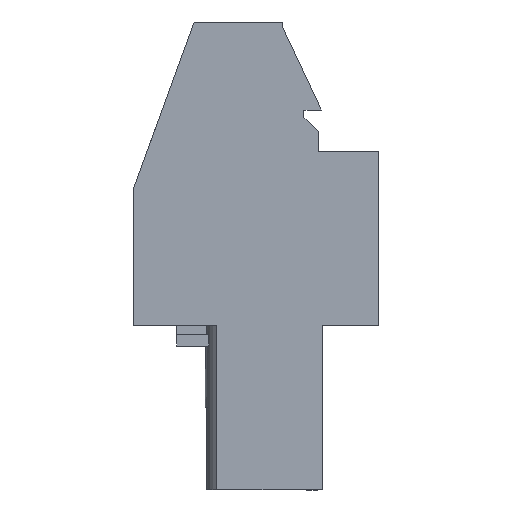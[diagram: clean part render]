
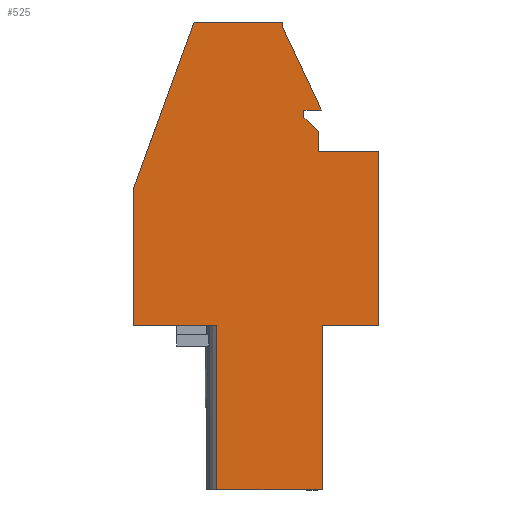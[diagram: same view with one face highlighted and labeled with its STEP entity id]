
A CAD part, left-side view. The second image highlights one B-rep face of the part: STEP entity #525.
In plain terms, the highlighted planar face has unit normal (-1, 0, 0).
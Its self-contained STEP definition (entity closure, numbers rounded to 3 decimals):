
#409=AXIS2_PLACEMENT_3D('Plane Axis2P3D',#406,#407,#408) ;
#49=CARTESIAN_POINT('Vertex',(0.,2.711,7.95)) ;
#52=CARTESIAN_POINT('Line Origine',(0.,2.711,3.975)) ;
#56=CARTESIAN_POINT('Vertex',(0.,2.711,0.)) ;
#107=CARTESIAN_POINT('Line Origine',(0.,1.356,7.95)) ;
#111=CARTESIAN_POINT('Vertex',(0.,0.,7.95)) ;
#406=CARTESIAN_POINT('Axis2P3D Location',(0.,12.132,0.)) ;
#411=CARTESIAN_POINT('Line Origine',(0.,5.261,0.)) ;
#415=CARTESIAN_POINT('Vertex',(0.,7.811,0.)) ;
#418=CARTESIAN_POINT('Line Origine',(0.,0.,12.15)) ;
#422=CARTESIAN_POINT('Vertex',(0.,0.,16.35)) ;
#425=CARTESIAN_POINT('Line Origine',(0.,1.45,16.35)) ;
#429=CARTESIAN_POINT('Vertex',(0.,2.9,16.35)) ;
#432=CARTESIAN_POINT('Line Origine',(0.,2.9,16.825)) ;
#436=CARTESIAN_POINT('Vertex',(0.,2.9,17.3)) ;
#439=CARTESIAN_POINT('Line Origine',(0.,3.25,17.65)) ;
#443=CARTESIAN_POINT('Vertex',(0.,3.6,18.)) ;
#446=CARTESIAN_POINT('Line Origine',(0.,3.6,18.175)) ;
#450=CARTESIAN_POINT('Vertex',(0.,3.6,18.35)) ;
#453=CARTESIAN_POINT('Line Origine',(0.,3.18,18.35)) ;
#457=CARTESIAN_POINT('Vertex',(0.,2.76,18.35)) ;
#460=CARTESIAN_POINT('Line Origine',(0.,3.704,20.375)) ;
#464=CARTESIAN_POINT('Vertex',(0.,4.649,22.4)) ;
#467=CARTESIAN_POINT('Line Origine',(0.,4.649,22.5)) ;
#471=CARTESIAN_POINT('Vertex',(0.,4.649,22.6)) ;
#474=CARTESIAN_POINT('Line Origine',(0.,6.778,22.6)) ;
#478=CARTESIAN_POINT('Vertex',(0.,8.908,22.6)) ;
#481=CARTESIAN_POINT('Line Origine',(0.,10.369,18.586)) ;
#485=CARTESIAN_POINT('Vertex',(0.,11.83,14.572)) ;
#488=CARTESIAN_POINT('Line Origine',(0.,11.83,11.261)) ;
#492=CARTESIAN_POINT('Vertex',(0.,11.83,7.95)) ;
#495=CARTESIAN_POINT('Line Origine',(0.,9.821,7.95)) ;
#499=CARTESIAN_POINT('Vertex',(0.,7.811,7.95)) ;
#502=CARTESIAN_POINT('Line Origine',(0.,7.811,3.975)) ;
#53=DIRECTION('Vector Direction',(0.,0.,1.)) ;
#108=DIRECTION('Vector Direction',(0.,1.,0.)) ;
#407=DIRECTION('Axis2P3D Direction',(-1.,0.,0.)) ;
#408=DIRECTION('Axis2P3D XDirection',(0.,-1.,0.)) ;
#412=DIRECTION('Vector Direction',(0.,1.,0.)) ;
#419=DIRECTION('Vector Direction',(0.,0.,1.)) ;
#426=DIRECTION('Vector Direction',(0.,1.,0.)) ;
#433=DIRECTION('Vector Direction',(0.,0.,1.)) ;
#440=DIRECTION('Vector Direction',(0.,0.707,0.707)) ;
#447=DIRECTION('Vector Direction',(0.,0.,1.)) ;
#454=DIRECTION('Vector Direction',(0.,-1.,0.)) ;
#461=DIRECTION('Vector Direction',(0.,0.423,0.906)) ;
#468=DIRECTION('Vector Direction',(0.,0.,1.)) ;
#475=DIRECTION('Vector Direction',(0.,1.,0.)) ;
#482=DIRECTION('Vector Direction',(0.,0.342,-0.94)) ;
#489=DIRECTION('Vector Direction',(0.,0.,1.)) ;
#496=DIRECTION('Vector Direction',(0.,-1.,0.)) ;
#503=DIRECTION('Vector Direction',(0.,0.,-1.)) ;
#54=VECTOR('Line Direction',#53,1.) ;
#109=VECTOR('Line Direction',#108,1.) ;
#413=VECTOR('Line Direction',#412,1.) ;
#420=VECTOR('Line Direction',#419,1.) ;
#427=VECTOR('Line Direction',#426,1.) ;
#434=VECTOR('Line Direction',#433,1.) ;
#441=VECTOR('Line Direction',#440,1.) ;
#448=VECTOR('Line Direction',#447,1.) ;
#455=VECTOR('Line Direction',#454,1.) ;
#462=VECTOR('Line Direction',#461,1.) ;
#469=VECTOR('Line Direction',#468,1.) ;
#476=VECTOR('Line Direction',#475,1.) ;
#483=VECTOR('Line Direction',#482,1.) ;
#490=VECTOR('Line Direction',#489,1.) ;
#497=VECTOR('Line Direction',#496,1.) ;
#504=VECTOR('Line Direction',#503,1.) ;
#508=ORIENTED_EDGE('',*,*,#417,.T.) ;
#509=ORIENTED_EDGE('',*,*,#58,.T.) ;
#510=ORIENTED_EDGE('',*,*,#113,.T.) ;
#511=ORIENTED_EDGE('',*,*,#424,.T.) ;
#512=ORIENTED_EDGE('',*,*,#431,.T.) ;
#513=ORIENTED_EDGE('',*,*,#438,.T.) ;
#514=ORIENTED_EDGE('',*,*,#445,.T.) ;
#515=ORIENTED_EDGE('',*,*,#452,.T.) ;
#516=ORIENTED_EDGE('',*,*,#459,.T.) ;
#517=ORIENTED_EDGE('',*,*,#466,.T.) ;
#518=ORIENTED_EDGE('',*,*,#473,.T.) ;
#519=ORIENTED_EDGE('',*,*,#480,.T.) ;
#520=ORIENTED_EDGE('',*,*,#487,.T.) ;
#521=ORIENTED_EDGE('',*,*,#494,.T.) ;
#522=ORIENTED_EDGE('',*,*,#501,.F.) ;
#523=ORIENTED_EDGE('',*,*,#506,.T.) ;
#525=ADVANCED_FACE('HOUSING',(#524),#410,.T.) ;
#58=EDGE_CURVE('',#57,#50,#55,.T.) ;
#113=EDGE_CURVE('',#50,#112,#110,.F.) ;
#417=EDGE_CURVE('',#416,#57,#414,.F.) ;
#424=EDGE_CURVE('',#112,#423,#421,.T.) ;
#431=EDGE_CURVE('',#423,#430,#428,.T.) ;
#438=EDGE_CURVE('',#430,#437,#435,.T.) ;
#445=EDGE_CURVE('',#437,#444,#442,.T.) ;
#452=EDGE_CURVE('',#444,#451,#449,.T.) ;
#459=EDGE_CURVE('',#451,#458,#456,.T.) ;
#466=EDGE_CURVE('',#458,#465,#463,.T.) ;
#473=EDGE_CURVE('',#465,#472,#470,.T.) ;
#480=EDGE_CURVE('',#472,#479,#477,.T.) ;
#487=EDGE_CURVE('',#479,#486,#484,.T.) ;
#494=EDGE_CURVE('',#486,#493,#491,.F.) ;
#501=EDGE_CURVE('',#500,#493,#498,.F.) ;
#506=EDGE_CURVE('',#500,#416,#505,.T.) ;
#507=EDGE_LOOP('',(#508,#509,#510,#511,#512,#513,#514,#515,#516,#517,#518,#519,#520,#521,#522,#523)) ;
#524=FACE_OUTER_BOUND('',#507,.T.) ;
#55=LINE('Line',#52,#54) ;
#110=LINE('Line',#107,#109) ;
#414=LINE('Line',#411,#413) ;
#421=LINE('Line',#418,#420) ;
#428=LINE('Line',#425,#427) ;
#435=LINE('Line',#432,#434) ;
#442=LINE('Line',#439,#441) ;
#449=LINE('Line',#446,#448) ;
#456=LINE('Line',#453,#455) ;
#463=LINE('Line',#460,#462) ;
#470=LINE('Line',#467,#469) ;
#477=LINE('Line',#474,#476) ;
#484=LINE('Line',#481,#483) ;
#491=LINE('Line',#488,#490) ;
#498=LINE('Line',#495,#497) ;
#505=LINE('Line',#502,#504) ;
#410=PLANE('',#409) ;
#50=VERTEX_POINT('',#49) ;
#57=VERTEX_POINT('',#56) ;
#112=VERTEX_POINT('',#111) ;
#416=VERTEX_POINT('',#415) ;
#423=VERTEX_POINT('',#422) ;
#430=VERTEX_POINT('',#429) ;
#437=VERTEX_POINT('',#436) ;
#444=VERTEX_POINT('',#443) ;
#451=VERTEX_POINT('',#450) ;
#458=VERTEX_POINT('',#457) ;
#465=VERTEX_POINT('',#464) ;
#472=VERTEX_POINT('',#471) ;
#479=VERTEX_POINT('',#478) ;
#486=VERTEX_POINT('',#485) ;
#493=VERTEX_POINT('',#492) ;
#500=VERTEX_POINT('',#499) ;
